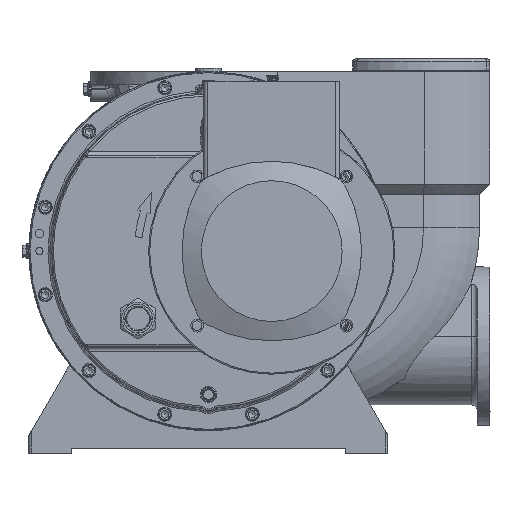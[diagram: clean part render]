
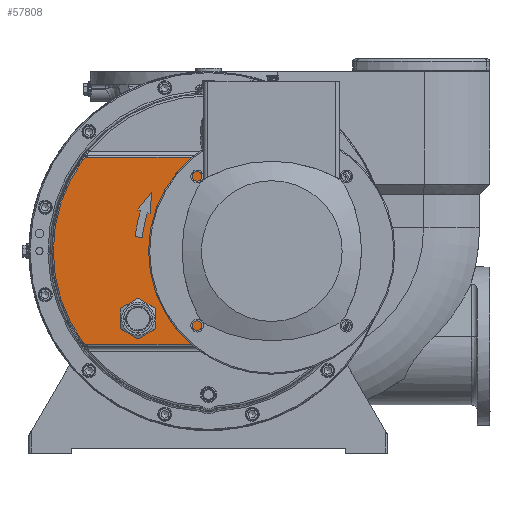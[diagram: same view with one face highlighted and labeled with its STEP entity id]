
A CAD part, front view. The second image highlights one B-rep face of the part: STEP entity #57808.
In plain terms, the highlighted planar face has unit normal (0, -1, 0).
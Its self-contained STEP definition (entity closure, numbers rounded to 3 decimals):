
#1887=CARTESIAN_POINT('',(-100.,-397.,-120.));
#1888=VERTEX_POINT('',#1887);
#1889=CARTESIAN_POINT('',(-100.,-397.,-96.));
#1890=DIRECTION('',(0.0,1.0,0.0));
#1891=DIRECTION('',(0.0,0.0,1.0));
#1892=AXIS2_PLACEMENT_3D('',#1889,#1890,#1891);
#1893=CIRCLE('',#1892,24.);
#1894=EDGE_CURVE('',#1888,#1888,#1893,.T.);
#53448=CARTESIAN_POINT('',(-80.771,-397.,83.291));
#53449=VERTEX_POINT('',#53448);
#53456=CARTESIAN_POINT('',(-100.71,-397.,58.306));
#53457=VERTEX_POINT('',#53456);
#53458=CARTESIAN_POINT('',(-100.71,-397.,58.306));
#53459=DIRECTION('',(0.624,0.,0.782));
#53460=VECTOR('',#53459,31.966);
#53461=LINE('',#53458,#53460);
#53462=EDGE_CURVE('',#53457,#53449,#53461,.T.);
#53479=CARTESIAN_POINT('',(-82.685,-397.,52.795));
#53480=VERTEX_POINT('',#53479);
#53487=CARTESIAN_POINT('',(-80.771,-397.,83.291));
#53488=DIRECTION('',(-0.063,0.0,-0.998));
#53489=VECTOR('',#53488,30.555);
#53490=LINE('',#53487,#53489);
#53491=EDGE_CURVE('',#53449,#53480,#53490,.T.);
#53503=CARTESIAN_POINT('',(-86.916,-397.,54.089));
#53504=VERTEX_POINT('',#53503);
#53511=CARTESIAN_POINT('',(-82.685,-397.,52.795));
#53512=DIRECTION('',(-0.956,0.0,0.292));
#53513=VECTOR('',#53512,4.424);
#53514=LINE('',#53511,#53513);
#53515=EDGE_CURVE('',#53480,#53504,#53514,.T.);
#53528=CARTESIAN_POINT('',(-96.479,-397.,57.012));
#53529=VERTEX_POINT('',#53528);
#53530=CARTESIAN_POINT('',(-96.479,-397.,57.012));
#53531=DIRECTION('',(-0.956,0.0,0.292));
#53532=VECTOR('',#53531,4.424);
#53533=LINE('',#53530,#53532);
#53534=EDGE_CURVE('',#53529,#53457,#53533,.T.);
#53552=CARTESIAN_POINT('',(-103.932,-397.,20.383));
#53553=VERTEX_POINT('',#53552);
#53554=CARTESIAN_POINT('',(90.,-397.,0.));
#53555=DIRECTION('',(0.,1.0,0.));
#53556=DIRECTION('',(-0.956,0.,0.292));
#53557=AXIS2_PLACEMENT_3D('',#53554,#53555,#53556);
#53558=CIRCLE('',#53557,195.0);
#53559=EDGE_CURVE('',#53553,#53529,#53558,.T.);
#53577=CARTESIAN_POINT('',(-93.987,-397.,19.338));
#53578=VERTEX_POINT('',#53577);
#53579=CARTESIAN_POINT('',(-93.987,-397.,19.338));
#53580=DIRECTION('',(-0.995,0.0,0.105));
#53581=VECTOR('',#53580,10.);
#53582=LINE('',#53579,#53581);
#53583=EDGE_CURVE('',#53578,#53553,#53582,.T.);
#53601=CARTESIAN_POINT('',(90.,-397.,0.));
#53602=DIRECTION('',(0.,-1.,0.));
#53603=DIRECTION('',(0.956,0.,-0.292));
#53604=AXIS2_PLACEMENT_3D('',#53601,#53602,#53603);
#53605=CIRCLE('',#53604,185.0);
#53606=EDGE_CURVE('',#53504,#53578,#53605,.T.);
#56944=CARTESIAN_POINT('',(74.115,-397.,-133.055));
#56945=VERTEX_POINT('',#56944);
#56961=CARTESIAN_POINT('',(-171.617,-397.,-133.055));
#56962=VERTEX_POINT('',#56961);
#56963=CARTESIAN_POINT('',(74.115,-397.,-133.055));
#56964=DIRECTION('',(-1.0,0.0,0.0));
#56965=VECTOR('',#56964,245.732);
#56966=LINE('',#56963,#56965);
#56967=EDGE_CURVE('',#56945,#56962,#56966,.T.);
#57106=CARTESIAN_POINT('',(-178.08,-397.,-129.768));
#57107=VERTEX_POINT('',#57106);
#57117=CARTESIAN_POINT('',(-171.617,-397.,-133.055));
#57118=CARTESIAN_POINT('',(-171.974,-397.,-133.055));
#57119=CARTESIAN_POINT('',(-172.511,-397.,-133.019));
#57120=CARTESIAN_POINT('',(-173.396,-397.,-132.869));
#57121=CARTESIAN_POINT('',(-174.085,-397.,-132.679));
#57122=CARTESIAN_POINT('',(-174.922,-397.,-132.356));
#57123=CARTESIAN_POINT('',(-175.721,-397.,-131.95));
#57124=CARTESIAN_POINT('',(-176.606,-397.,-131.339));
#57125=CARTESIAN_POINT('',(-177.409,-397.,-130.608));
#57126=CARTESIAN_POINT('',(-177.87,-397.,-130.056));
#57127=CARTESIAN_POINT('',(-178.08,-397.,-129.768));
#57128=B_SPLINE_CURVE_WITH_KNOTS('',3,(#57117,#57118,#57119,#57120,#57121,#57122,#57123,#57124,#57125,#57126,#57127),.UNSPECIFIED.,.F.,.U.,(4,1,1,1,1,1,1,1,4),(0.0,0.107,0.161,0.268,0.321,0.428,0.535,0.642,0.749),.UNSPECIFIED.);
#57129=EDGE_CURVE('',#56962,#57107,#57128,.T.);
#57279=CARTESIAN_POINT('',(-178.08,-397.,129.768));
#57280=VERTEX_POINT('',#57279);
#57281=CARTESIAN_POINT('',(0.,-397.,0.));
#57282=DIRECTION('',(0.0,1.0,0.0));
#57283=DIRECTION('',(-1.0,0.0,0.0));
#57284=AXIS2_PLACEMENT_3D('',#57281,#57282,#57283);
#57285=CIRCLE('',#57284,220.346);
#57286=EDGE_CURVE('',#57107,#57280,#57285,.T.);
#57410=CARTESIAN_POINT('',(-171.617,-397.,133.055));
#57411=VERTEX_POINT('',#57410);
#57421=CARTESIAN_POINT('',(-178.08,-397.,129.768));
#57422=CARTESIAN_POINT('',(-177.87,-397.,130.056));
#57423=CARTESIAN_POINT('',(-177.408,-397.,130.608));
#57424=CARTESIAN_POINT('',(-176.613,-397.,131.333));
#57425=CARTESIAN_POINT('',(-175.878,-397.,131.842));
#57426=CARTESIAN_POINT('',(-175.249,-397.,132.19));
#57427=CARTESIAN_POINT('',(-174.601,-397.,132.493));
#57428=CARTESIAN_POINT('',(-173.755,-397.,132.789));
#57429=CARTESIAN_POINT('',(-172.692,-397.,133.007));
#57430=CARTESIAN_POINT('',(-171.974,-397.,133.055));
#57431=CARTESIAN_POINT('',(-171.617,-397.,133.055));
#57432=B_SPLINE_CURVE_WITH_KNOTS('',3,(#57421,#57422,#57423,#57424,#57425,#57426,#57427,#57428,#57429,#57430,#57431),.UNSPECIFIED.,.F.,.U.,(4,1,1,1,1,1,1,1,4),(0.0,0.107,0.214,0.321,0.375,0.428,0.535,0.642,0.749),.UNSPECIFIED.);
#57433=EDGE_CURVE('',#57280,#57411,#57432,.T.);
#57592=CARTESIAN_POINT('',(74.115,-397.,133.055));
#57593=VERTEX_POINT('',#57592);
#57613=CARTESIAN_POINT('',(-171.617,-397.,133.055));
#57614=DIRECTION('',(1.0,0.0,0.0));
#57615=VECTOR('',#57614,245.732);
#57616=LINE('',#57613,#57615);
#57617=EDGE_CURVE('',#57411,#57593,#57616,.T.);
#57777=CARTESIAN_POINT('',(0.,-397.,112.5));
#57778=DIRECTION('',(0.0,-1.0,0.0));
#57779=DIRECTION('',(-1.0,0.0,0.0));
#57780=AXIS2_PLACEMENT_3D('',#57777,#57778,#57779);
#57781=PLANE('',#57780);
#57782=CARTESIAN_POINT('',(90.,-397.,0.));
#57783=DIRECTION('',(0.0,-1.0,0.0));
#57784=DIRECTION('',(-1.0,0.0,0.0));
#57785=AXIS2_PLACEMENT_3D('',#57782,#57783,#57784);
#57786=CIRCLE('',#57785,134.);
#57787=EDGE_CURVE('',#57593,#56945,#57786,.T.);
#57788=ORIENTED_EDGE('',*,*,#57787,.F.);
#57789=ORIENTED_EDGE('',*,*,#57617,.F.);
#57790=ORIENTED_EDGE('',*,*,#57433,.F.);
#57791=ORIENTED_EDGE('',*,*,#57286,.F.);
#57792=ORIENTED_EDGE('',*,*,#57129,.F.);
#57793=ORIENTED_EDGE('',*,*,#56967,.F.);
#57794=EDGE_LOOP('',(#57788,#57789,#57790,#57791,#57792,#57793));
#57795=FACE_OUTER_BOUND('',#57794,.T.);
#57796=ORIENTED_EDGE('',*,*,#1894,.T.);
#57797=EDGE_LOOP('',(#57796));
#57798=FACE_BOUND('',#57797,.T.);
#57799=ORIENTED_EDGE('',*,*,#53606,.T.);
#57800=ORIENTED_EDGE('',*,*,#53583,.T.);
#57801=ORIENTED_EDGE('',*,*,#53559,.T.);
#57802=ORIENTED_EDGE('',*,*,#53534,.T.);
#57803=ORIENTED_EDGE('',*,*,#53462,.T.);
#57804=ORIENTED_EDGE('',*,*,#53491,.T.);
#57805=ORIENTED_EDGE('',*,*,#53515,.T.);
#57806=EDGE_LOOP('',(#57799,#57800,#57801,#57802,#57803,#57804,#57805));
#57807=FACE_BOUND('',#57806,.T.);
#57808=ADVANCED_FACE('',(#57795,#57798,#57807),#57781,.T.);
